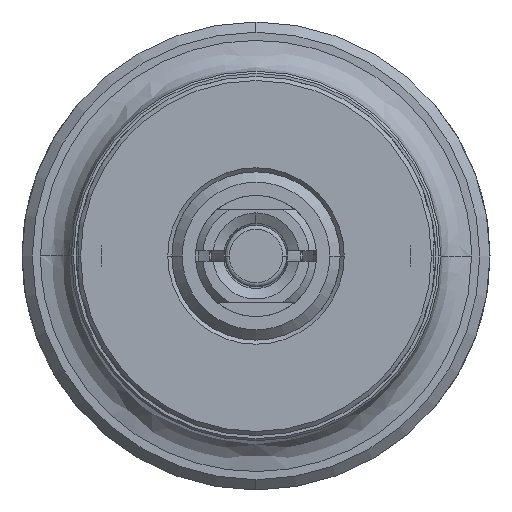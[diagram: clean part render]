
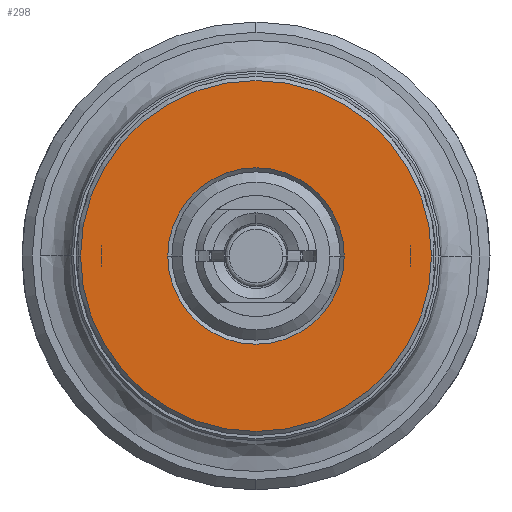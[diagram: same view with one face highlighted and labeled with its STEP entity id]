
A CAD part, left-side view. The second image highlights one B-rep face of the part: STEP entity #298.
In plain terms, the highlighted planar face has unit normal (-1, 0, 0).
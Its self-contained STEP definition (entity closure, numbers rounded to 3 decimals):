
#217 = EDGE_CURVE ( 'NONE', #7399, #6278, #5306, .T. ) ;
#298 = ADVANCED_FACE ( 'NONE', ( #6415, #3397 ), #911, .T. ) ;
#325 = DIRECTION ( 'NONE',  ( 1., 0., 0. ) ) ;
#660 = EDGE_CURVE ( 'NONE', #7256, #4851, #769, .T. ) ;
#670 = ORIENTED_EDGE ( 'NONE', *, *, #3252, .T. ) ;
#769 = CIRCLE ( 'NONE', #3051, 4.3 ) ;
#911 = PLANE ( 'NONE',  #6467 ) ;
#984 = AXIS2_PLACEMENT_3D ( 'NONE', #1015, #5516, #1659 ) ;
#1015 = CARTESIAN_POINT ( 'NONE',  ( -2.5, 0., 0. ) ) ;
#1070 = CIRCLE ( 'NONE', #984, 8.55 ) ;
#1101 = EDGE_CURVE ( 'NONE', #6278, #7399, #1070, .T. ) ;
#1275 = AXIS2_PLACEMENT_3D ( 'NONE', #2636, #7142, #3280 ) ;
#1575 = CARTESIAN_POINT ( 'NONE',  ( -2.5, -4.3, 0. ) ) ;
#1659 = DIRECTION ( 'NONE',  ( 0., 1., 0. ) ) ;
#1774 = CARTESIAN_POINT ( 'NONE',  ( -2.5, 4.3, 0. ) ) ;
#1934 = CARTESIAN_POINT ( 'NONE',  ( -2.5, -8.55, 0. ) ) ;
#2132 = CARTESIAN_POINT ( 'NONE',  ( -2.5, 0., 0. ) ) ;
#2218 = DIRECTION ( 'NONE',  ( -1., 0., 0. ) ) ;
#2295 = EDGE_LOOP ( 'NONE', ( #670, #2553 ) ) ;
#2553 = ORIENTED_EDGE ( 'NONE', *, *, #660, .T. ) ;
#2598 = AXIS2_PLACEMENT_3D ( 'NONE', #2132, #6618, #2779 ) ;
#2636 = CARTESIAN_POINT ( 'NONE',  ( -2.5, 0., 0. ) ) ;
#2779 = DIRECTION ( 'NONE',  ( 0., 1., 0. ) ) ;
#2781 = ORIENTED_EDGE ( 'NONE', *, *, #1101, .T. ) ;
#3051 = AXIS2_PLACEMENT_3D ( 'NONE', #4165, #325, #4826 ) ;
#3252 = EDGE_CURVE ( 'NONE', #4851, #7256, #7447, .T. ) ;
#3280 = DIRECTION ( 'NONE',  ( 0., -1., 0. ) ) ;
#3397 = FACE_OUTER_BOUND ( 'NONE', #8184, .T. ) ;
#3481 = CARTESIAN_POINT ( 'NONE',  ( -2.5, 0., 0. ) ) ;
#4165 = CARTESIAN_POINT ( 'NONE',  ( -2.5, 0., 0. ) ) ;
#4826 = DIRECTION ( 'NONE',  ( 0., -1., 0. ) ) ;
#4851 = VERTEX_POINT ( 'NONE', #1575 ) ;
#5306 = CIRCLE ( 'NONE', #2598, 8.55 ) ;
#5516 = DIRECTION ( 'NONE',  ( -1., 0., 0. ) ) ;
#6278 = VERTEX_POINT ( 'NONE', #7830 ) ;
#6415 = FACE_BOUND ( 'NONE', #2295, .T. ) ;
#6467 = AXIS2_PLACEMENT_3D ( 'NONE', #3481, #2218, #6717 ) ;
#6618 = DIRECTION ( 'NONE',  ( -1., 0., 0. ) ) ;
#6717 = DIRECTION ( 'NONE',  ( 0., -1., 0. ) ) ;
#7142 = DIRECTION ( 'NONE',  ( 1., 0., 0. ) ) ;
#7256 = VERTEX_POINT ( 'NONE', #1774 ) ;
#7399 = VERTEX_POINT ( 'NONE', #1934 ) ;
#7447 = CIRCLE ( 'NONE', #1275, 4.3 ) ;
#7478 = ORIENTED_EDGE ( 'NONE', *, *, #217, .T. ) ;
#7830 = CARTESIAN_POINT ( 'NONE',  ( -2.5, 8.55, 0. ) ) ;
#8184 = EDGE_LOOP ( 'NONE', ( #2781, #7478 ) ) ;
